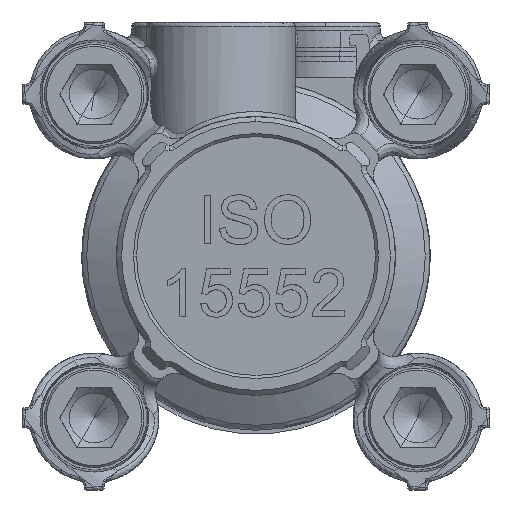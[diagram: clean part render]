
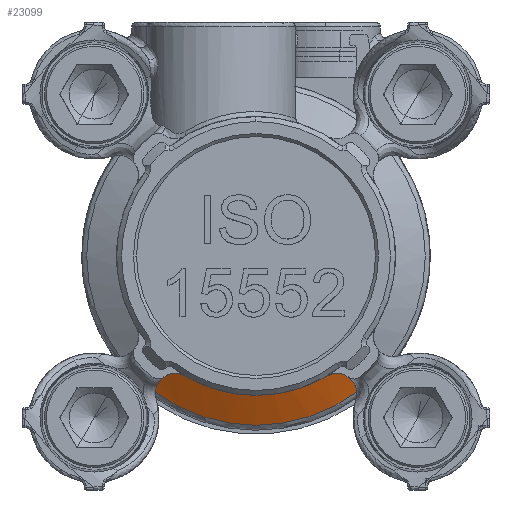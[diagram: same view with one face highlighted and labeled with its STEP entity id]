
A CAD part, front view. The second image highlights one B-rep face of the part: STEP entity #23099.
In plain terms, the highlighted conical face has half-angle 60 degrees and reference radius 17 mm.
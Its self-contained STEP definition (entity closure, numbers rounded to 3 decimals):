
#119 = CARTESIAN_POINT ( 'NONE',  ( -7.931, 19.754, -11.798 ) ) ;
#605 = CARTESIAN_POINT ( 'NONE',  ( -8.814, 20.101, -11.911 ) ) ;
#607 = ORIENTED_EDGE ( 'NONE', *, *, #36575, .T. ) ;
#1097 = CARTESIAN_POINT ( 'NONE',  ( -9.392, 20.454, -12.239 ) ) ;
#2028 = CARTESIAN_POINT ( 'NONE',  ( 0., 19.629, -14. ) ) ;
#8103 = B_SPLINE_CURVE_WITH_KNOTS ( 'NONE', 3,
 ( #56456, #32357, #71375, #9790, #16490, #86288, #80105, #62663, #55455, #119, #94016, #40060, #17481, #64179, #70374, #79085, #8767, #605, #94506, #31372, #48767, #41087, #79584, #63664, #23671, #1097, #54964, #15965, #95020, #56960, #72393, #70883, #47270, #8279, #9260 ),
 .UNSPECIFIED., .F., .F.,
 ( 4, 2, 2, 2, 2, 1, 2, 2, 2, 2, 1, 1, 2, 2, 2, 2, 2, 2, 4 ),
 ( 0., 0.062, 0.094, 0.125, 0.187, 0.219, 0.234, 0.25, 0.375, 0.437, 0.469, 0.484, 0.492, 0.5, 0.625, 0.687, 0.719, 0.75, 1. ),
 .UNSPECIFIED. ) ;
#8279 = CARTESIAN_POINT ( 'NONE',  ( -10.091, 21.195, -13.322 ) ) ;
#8767 = CARTESIAN_POINT ( 'NONE',  ( -8.734, 20.061, -11.883 ) ) ;
#9260 = CARTESIAN_POINT ( 'NONE',  ( -10.112, 21.361, -13.665 ) ) ;
#9790 = CARTESIAN_POINT ( 'NONE',  ( -7.394, 19.647, -11.924 ) ) ;
#10964 = CARTESIAN_POINT ( 'NONE',  ( 7.1, 19.629, -12.066 ) ) ;
#11333 = AXIS2_PLACEMENT_3D ( 'NONE', #29341, #43723, #60657 ) ;
#11634 = CARTESIAN_POINT ( 'NONE',  ( 9.644, 20.644, -12.463 ) ) ;
#15965 = CARTESIAN_POINT ( 'NONE',  ( -9.62, 20.638, -12.467 ) ) ;
#16490 = CARTESIAN_POINT ( 'NONE',  ( -7.438, 19.652, -11.908 ) ) ;
#17481 = CARTESIAN_POINT ( 'NONE',  ( -8.111, 19.808, -11.789 ) ) ;
#19313 = CARTESIAN_POINT ( 'NONE',  ( 9.969, 21.016, -13.025 ) ) ;
#19968 = FACE_OUTER_BOUND ( 'NONE', #60343, .T. ) ;
#23099 = ADVANCED_FACE ( 'NONE', ( #19968 ), #84694, .T. ) ;
#23373 = EDGE_CURVE ( 'NONE', #77458, #47757, #57862, .T. ) ;
#23671 = CARTESIAN_POINT ( 'NONE',  ( -9.265, 20.365, -12.143 ) ) ;
#25493 = CARTESIAN_POINT ( 'NONE',  ( 7.263, 19.629, -11.97 ) ) ;
#26090 = VERTEX_POINT ( 'NONE', #80067 ) ;
#26606 = DIRECTION ( 'NONE',  ( 0., 0., 1. ) ) ;
#26636 = DIRECTION ( 'NONE',  ( 0., 0., 1. ) ) ;
#29341 = CARTESIAN_POINT ( 'NONE',  ( 0., 21.361, 0. ) ) ;
#31372 = CARTESIAN_POINT ( 'NONE',  ( -8.991, 20.198, -11.988 ) ) ;
#32357 = CARTESIAN_POINT ( 'NONE',  ( -7.182, 19.629, -12.018 ) ) ;
#33687 = CARTESIAN_POINT ( 'NONE',  ( 8.983, 20.192, -11.982 ) ) ;
#34721 = CARTESIAN_POINT ( 'NONE',  ( 9.899, 20.923, -12.874 ) ) ;
#35061 = ORIENTED_EDGE ( 'NONE', *, *, #49763, .F. ) ;
#36261 = DIRECTION ( 'NONE',  ( 0., 0., 1. ) ) ;
#36575 = EDGE_CURVE ( 'NONE', #26090, #66922, #8103, .T. ) ;
#38056 = CARTESIAN_POINT ( 'NONE',  ( 10.11, 21.361, -13.667 ) ) ;
#40060 = CARTESIAN_POINT ( 'NONE',  ( -8.066, 19.794, -11.789 ) ) ;
#40895 = CARTESIAN_POINT ( 'NONE',  ( 7.795, 19.714, -11.807 ) ) ;
#41087 = CARTESIAN_POINT ( 'NONE',  ( -9.087, 20.256, -12.04 ) ) ;
#41886 = CIRCLE ( 'NONE', #86167, 14. ) ;
#42414 = CARTESIAN_POINT ( 'NONE',  ( 10.099, 21.279, -13.498 ) ) ;
#42474 = CIRCLE ( 'NONE', #11333, 17. ) ;
#42936 = CARTESIAN_POINT ( 'NONE',  ( 7.1, 19.629, -12.066 ) ) ;
#43723 = DIRECTION ( 'NONE',  ( 0., 1., 0. ) ) ;
#47270 = CARTESIAN_POINT ( 'NONE',  ( -9.989, 21.018, -13.013 ) ) ;
#47757 = VERTEX_POINT ( 'NONE', #10964 ) ;
#48767 = CARTESIAN_POINT ( 'NONE',  ( -9.059, 20.238, -12.024 ) ) ;
#49763 = EDGE_CURVE ( 'NONE', #77458, #66922, #42474, .T. ) ;
#50105 = CIRCLE ( 'NONE', #71426, 14. ) ;
#54964 = CARTESIAN_POINT ( 'NONE',  ( -9.566, 20.591, -12.407 ) ) ;
#55455 = CARTESIAN_POINT ( 'NONE',  ( -7.797, 19.718, -11.814 ) ) ;
#56456 = CARTESIAN_POINT ( 'NONE',  ( -7.102, 19.629, -12.065 ) ) ;
#56960 = CARTESIAN_POINT ( 'NONE',  ( -9.722, 20.733, -12.596 ) ) ;
#57300 = CARTESIAN_POINT ( 'NONE',  ( 7.977, 19.763, -11.787 ) ) ;
#57798 = CARTESIAN_POINT ( 'NONE',  ( 8.827, 20.107, -11.914 ) ) ;
#57862 = B_SPLINE_CURVE_WITH_KNOTS ( 'NONE', 3,
 ( #96345, #42414, #73745, #19313, #34721, #11634, #87623, #33687, #57798, #89141, #64986, #57300, #40895, #97877, #25493, #42936 ),
 .UNSPECIFIED., .F., .F.,
 ( 4, 2, 2, 2, 2, 2, 2, 4 ),
 ( 0., 0.001, 0.001, 0.002, 0.003, 0.003, 0.004, 0.004 ),
 .UNSPECIFIED. ) ;
#57916 = CARTESIAN_POINT ( 'NONE',  ( 0., 21.361, 0. ) ) ;
#58920 = CARTESIAN_POINT ( 'NONE',  ( 0., 19.629, 0. ) ) ;
#60343 = EDGE_LOOP ( 'NONE', ( #97506, #67942, #69449, #607, #35061 ) ) ;
#60657 = DIRECTION ( 'NONE',  ( 0., 0., 1. ) ) ;
#62663 = CARTESIAN_POINT ( 'NONE',  ( -7.708, 19.698, -11.83 ) ) ;
#63664 = CARTESIAN_POINT ( 'NONE',  ( -9.117, 20.274, -12.057 ) ) ;
#64179 = CARTESIAN_POINT ( 'NONE',  ( -8.135, 19.816, -11.789 ) ) ;
#64986 = CARTESIAN_POINT ( 'NONE',  ( 8.332, 19.883, -11.794 ) ) ;
#66101 = DIRECTION ( 'NONE',  ( 0., 1., 0. ) ) ;
#66922 = VERTEX_POINT ( 'NONE', #71935 ) ;
#67942 = ORIENTED_EDGE ( 'NONE', *, *, #93906, .T. ) ;
#69449 = ORIENTED_EDGE ( 'NONE', *, *, #75352, .T. ) ;
#70374 = CARTESIAN_POINT ( 'NONE',  ( -8.326, 19.88, -11.792 ) ) ;
#70883 = CARTESIAN_POINT ( 'NONE',  ( -9.795, 20.806, -12.7 ) ) ;
#71375 = CARTESIAN_POINT ( 'NONE',  ( -7.265, 19.634, -11.977 ) ) ;
#71426 = AXIS2_PLACEMENT_3D ( 'NONE', #83500, #82488, #36261 ) ;
#71547 = AXIS2_PLACEMENT_3D ( 'NONE', #57916, #96991, #26636 ) ;
#71935 = CARTESIAN_POINT ( 'NONE',  ( -10.112, 21.361, -13.665 ) ) ;
#72393 = CARTESIAN_POINT ( 'NONE',  ( -9.771, 20.781, -12.664 ) ) ;
#73745 = CARTESIAN_POINT ( 'NONE',  ( 10.068, 21.194, -13.336 ) ) ;
#75352 = EDGE_CURVE ( 'NONE', #83886, #26090, #41886, .T. ) ;
#77458 = VERTEX_POINT ( 'NONE', #38056 ) ;
#79085 = CARTESIAN_POINT ( 'NONE',  ( -8.492, 19.947, -11.815 ) ) ;
#79584 = CARTESIAN_POINT ( 'NONE',  ( -9.107, 20.267, -12.051 ) ) ;
#80067 = CARTESIAN_POINT ( 'NONE',  ( -7.102, 19.629, -12.065 ) ) ;
#80105 = CARTESIAN_POINT ( 'NONE',  ( -7.574, 19.673, -11.864 ) ) ;
#82488 = DIRECTION ( 'NONE',  ( 0., 1., 0. ) ) ;
#83500 = CARTESIAN_POINT ( 'NONE',  ( 0., 19.629, 0. ) ) ;
#83886 = VERTEX_POINT ( 'NONE', #2028 ) ;
#84694 = CONICAL_SURFACE ( 'NONE', #71547, 17., 1.047 ) ;
#86167 = AXIS2_PLACEMENT_3D ( 'NONE', #58920, #66101, #26606 ) ;
#86288 = CARTESIAN_POINT ( 'NONE',  ( -7.527, 19.665, -11.878 ) ) ;
#87623 = CARTESIAN_POINT ( 'NONE',  ( 9.407, 20.454, -12.23 ) ) ;
#89141 = CARTESIAN_POINT ( 'NONE',  ( 8.501, 19.953, -11.821 ) ) ;
#93906 = EDGE_CURVE ( 'NONE', #47757, #83886, #50105, .T. ) ;
#94016 = CARTESIAN_POINT ( 'NONE',  ( -7.998, 19.773, -11.792 ) ) ;
#94506 = CARTESIAN_POINT ( 'NONE',  ( -8.932, 20.165, -11.961 ) ) ;
#95020 = CARTESIAN_POINT ( 'NONE',  ( -9.697, 20.709, -12.563 ) ) ;
#96345 = CARTESIAN_POINT ( 'NONE',  ( 10.11, 21.361, -13.667 ) ) ;
#96991 = DIRECTION ( 'NONE',  ( 0., 1., 0. ) ) ;
#97506 = ORIENTED_EDGE ( 'NONE', *, *, #23373, .T. ) ;
#97877 = CARTESIAN_POINT ( 'NONE',  ( 7.439, 19.647, -11.899 ) ) ;
